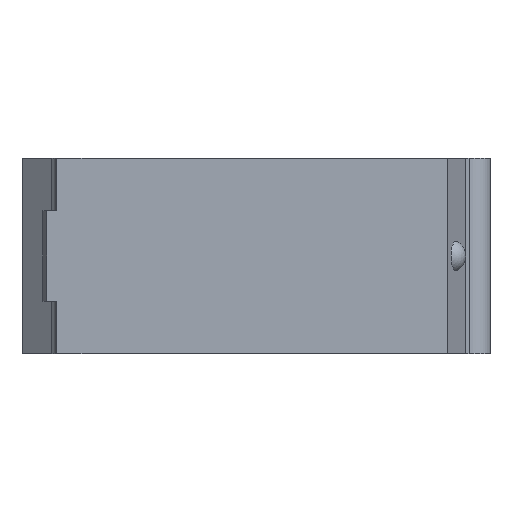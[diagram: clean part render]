
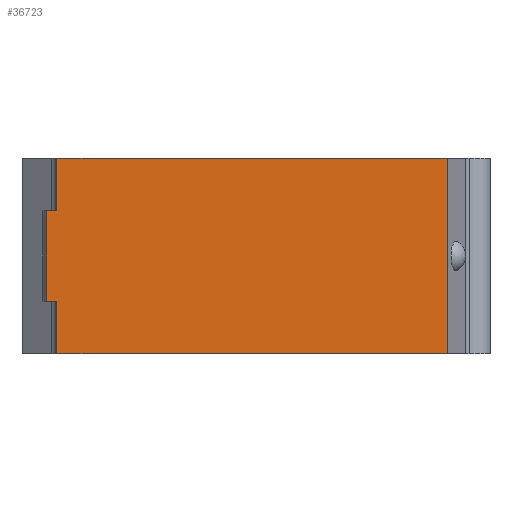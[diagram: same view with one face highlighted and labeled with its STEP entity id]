
A CAD part, front view. The second image highlights one B-rep face of the part: STEP entity #36723.
In plain terms, the highlighted planar face has unit normal (0, -1, 0).
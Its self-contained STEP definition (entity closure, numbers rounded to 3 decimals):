
#152=DIRECTION('',(1.,0.,0.));
#153=VECTOR('',#152,27.9);
#154=CARTESIAN_POINT('',(-14.3,0.,-7.));
#155=LINE('',#154,#153);
#185=DIRECTION('',(0.,0.,1.));
#186=VECTOR('',#185,14.);
#187=CARTESIAN_POINT('',(13.6,0.,-7.));
#188=LINE('',#187,#186);
#240=DIRECTION('',(1.,0.,0.));
#241=VECTOR('',#240,27.9);
#242=CARTESIAN_POINT('',(-14.3,0.,7.));
#243=LINE('',#242,#241);
#391=DIRECTION('',(0.,0.,1.));
#392=VECTOR('',#391,3.75);
#393=CARTESIAN_POINT('',(-14.3,0.,-7.));
#394=LINE('',#393,#392);
#395=DIRECTION('',(0.,0.,1.));
#396=VECTOR('',#395,6.5);
#397=CARTESIAN_POINT('',(-15.032,0.,-3.25));
#398=LINE('',#397,#396);
#399=DIRECTION('',(0.,0.,1.));
#400=VECTOR('',#399,3.75);
#401=CARTESIAN_POINT('',(-14.3,0.,3.25));
#402=LINE('',#401,#400);
#431=DIRECTION('',(1.,0.,0.));
#432=VECTOR('',#431,0.732);
#433=CARTESIAN_POINT('',(-15.032,0.,-3.25));
#434=LINE('',#433,#432);
#435=DIRECTION('',(1.,0.,0.));
#436=VECTOR('',#435,0.732);
#437=CARTESIAN_POINT('',(-15.032,0.,3.25));
#438=LINE('',#437,#436);
#30768=CARTESIAN_POINT('',(13.6,0.,-7.));
#30770=VERTEX_POINT('',#30768);
#30840=CARTESIAN_POINT('',(-14.3,0.,-7.));
#30841=VERTEX_POINT('',#30840);
#30842=CARTESIAN_POINT('',(13.6,0.,7.));
#30844=VERTEX_POINT('',#30842);
#30914=CARTESIAN_POINT('',(-14.3,0.,7.));
#30915=VERTEX_POINT('',#30914);
#30920=CARTESIAN_POINT('',(-15.032,0.,-3.25));
#30921=VERTEX_POINT('',#30920);
#30926=CARTESIAN_POINT('',(-15.032,0.,3.25));
#30927=VERTEX_POINT('',#30926);
#30928=CARTESIAN_POINT('',(-14.3,0.,-3.25));
#30930=VERTEX_POINT('',#30928);
#30932=CARTESIAN_POINT('',(-14.3,0.,3.25));
#30934=VERTEX_POINT('',#30932);
#36703=CARTESIAN_POINT('',(-14.3,0.,-7.));
#36704=DIRECTION('',(0.,-1.,0.));
#36705=DIRECTION('',(1.,0.,0.));
#36706=AXIS2_PLACEMENT_3D('',#36703,#36704,#36705);
#36707=PLANE('',#36706);
#36709=ORIENTED_EDGE('',*,*,#36708,.T.);
#36711=ORIENTED_EDGE('',*,*,#36710,.F.);
#36713=ORIENTED_EDGE('',*,*,#36712,.T.);
#36715=ORIENTED_EDGE('',*,*,#36714,.T.);
#36717=ORIENTED_EDGE('',*,*,#36716,.T.);
#36718=ORIENTED_EDGE('',*,*,#36629,.T.);
#36719=ORIENTED_EDGE('',*,*,#36573,.F.);
#36720=ORIENTED_EDGE('',*,*,#36556,.F.);
#36721=EDGE_LOOP('',(#36709,#36711,#36713,#36715,#36717,#36718,#36719,#36720));
#36722=FACE_OUTER_BOUND('',#36721,.F.);
#36723=ADVANCED_FACE('',(#36722),#36707,.T.);
#36556=EDGE_CURVE('',#30841,#30770,#155,.T.);
#36573=EDGE_CURVE('',#30770,#30844,#188,.T.);
#36629=EDGE_CURVE('',#30915,#30844,#243,.T.);
#36708=EDGE_CURVE('',#30841,#30930,#394,.T.);
#36710=EDGE_CURVE('',#30921,#30930,#434,.T.);
#36712=EDGE_CURVE('',#30921,#30927,#398,.T.);
#36714=EDGE_CURVE('',#30927,#30934,#438,.T.);
#36716=EDGE_CURVE('',#30934,#30915,#402,.T.);
